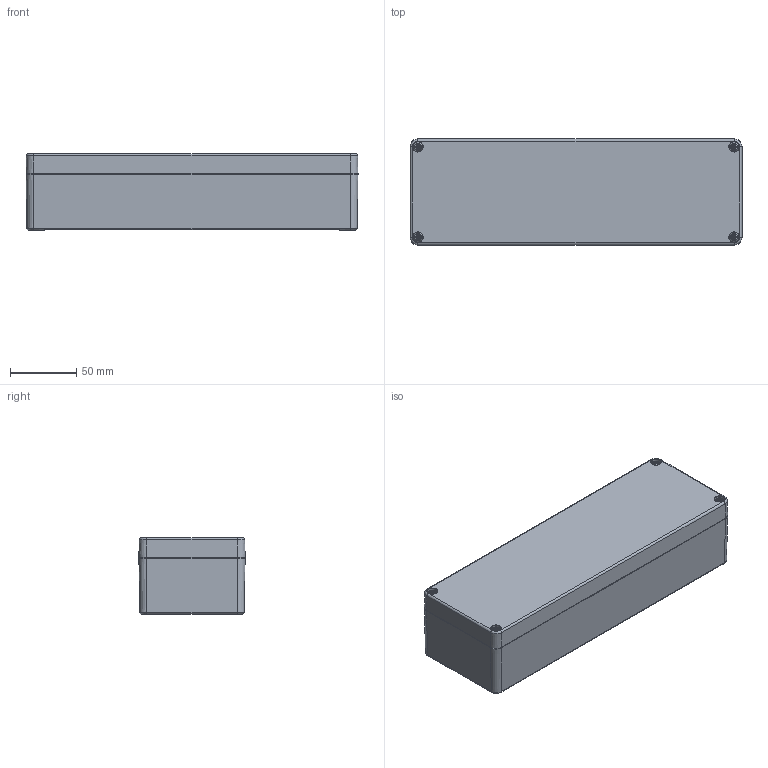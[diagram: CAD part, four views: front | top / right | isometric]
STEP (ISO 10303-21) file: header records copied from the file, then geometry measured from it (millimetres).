
FILE_DESCRIPTION((''),'2;1');
FILE_NAME('0101101400-MBA_258050_VE.stp','2014-10-20T09:50:57',('robin.rentz'),(''),'Autodesk Inventor 2012','Autodesk Inventor 2012','');
FILE_SCHEMA(('CONFIG_CONTROL_DESIGN'));
Length unit declared in the file: millimetre
Products named in the file (5): 0101101400-MBA_258050_VE; 0100101402-UT_258050; 0100101401-OT_258050_VE; 1990000011 Schraube A2 BM4x20_8; xxx-O-Ring-MBA_258050
Assembly tree (7 placements, depth 2):
  0101101400-MBA_258050_VE
    0100101402-UT_258050
    0100101401-OT_258050_VE
    1990000011 Schraube A2 BM4x20_8  x4
    xxx-O-Ring-MBA_258050
Bounding box: 249.99 x 79.99 x 57.5 mm (x, y, z)
Volume: 290141.8 mm3; surface area: 162601.8 mm2
Topology: 7 solids, 7 shells, 1501 faces, 3738 edges, 2345 vertices
Faces by surface type: plane 540, bspline 518, cylinder 162, torus 160, cone 116, sphere 5
Full cylindrical faces by diameter (mm): 3.242 x11, 3.3 x4, 4 x4, 4.4 x7, 4.9 x4, 6.8 x4, 7 x3, 7.4 x3, 7.5 x4, 15 x2
Entity records: 65203 total; most frequent: CARTESIAN_POINT 37434, ORIENTED_EDGE 6232, DIRECTION 4492, EDGE_CURVE 3116, VERTEX_POINT 2017, VECTOR 1576, LINE 1576, EDGE_LOOP 1515
